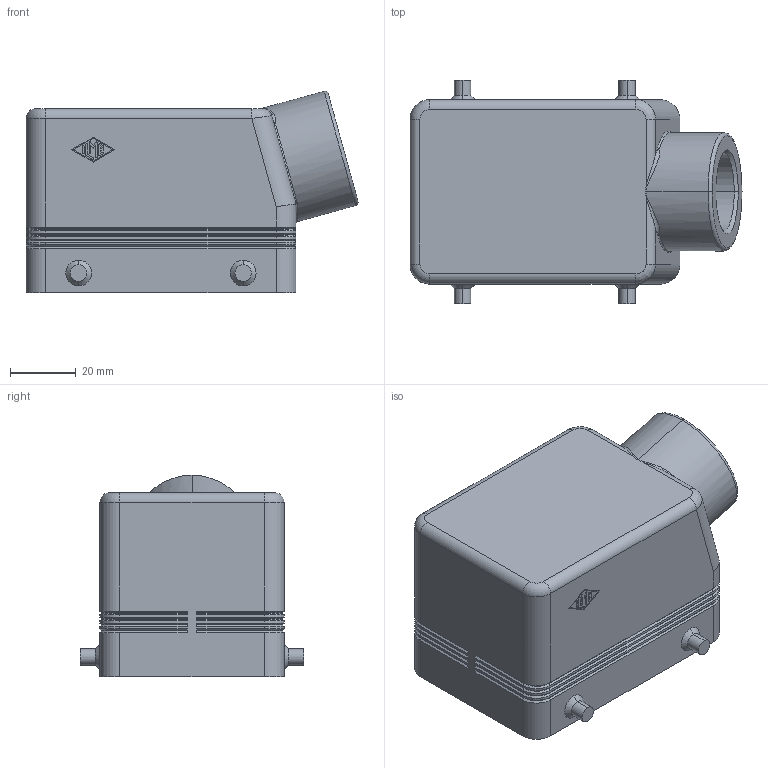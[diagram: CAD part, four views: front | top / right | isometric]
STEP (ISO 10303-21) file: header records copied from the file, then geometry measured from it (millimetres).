
FILE_DESCRIPTION(('Creo Elements/Direct Modeling STEP Export'),'2;1');
FILE_NAME('0ln7tug4jkkkp2q3392','2018-07-09T 9:19:08',(''),(''),'PTC Creo Elements/Direct Modeling STEP processor for AP214 (Solid Model)','PTC Creo Elements/Direct Modeling 19.0E 27-Jun-2016 (C) Parametric Technology GmbH','');
FILE_SCHEMA(('AUTOMOTIVE_DESIGN { 1 0 10303 214 1 1 1 1 }'));
Length unit declared in the file: millimetre
Products named in the file (2): MHOE_50.25
Assembly tree (1 placements, depth 2):
  MHOE_50.25
    MHOE_50.25
Bounding box: 100.88 x 68 x 61.28 mm (x, y, z)
Volume: 77579.6 mm3; surface area: 41123.6 mm2
Topology: 1 solids, 1 shells, 326 faces, 793 edges, 480 vertices
Faces by surface type: plane 150, cylinder 102, cone 58, bspline 12, torus 4
Entity records: 12926 total; most frequent: CARTESIAN_POINT 2924, ORIENTED_EDGE 1550, DIRECTION 1486, EDGE_CURVE 775, VECTOR 502, LINE 502, AXIS2_PLACEMENT_3D 492, VERTEX_POINT 480
